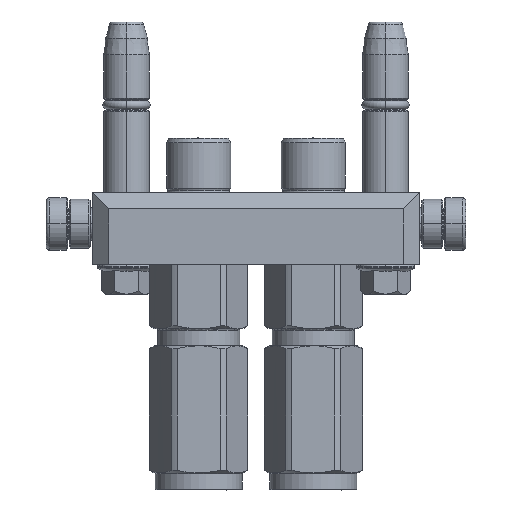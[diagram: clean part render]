
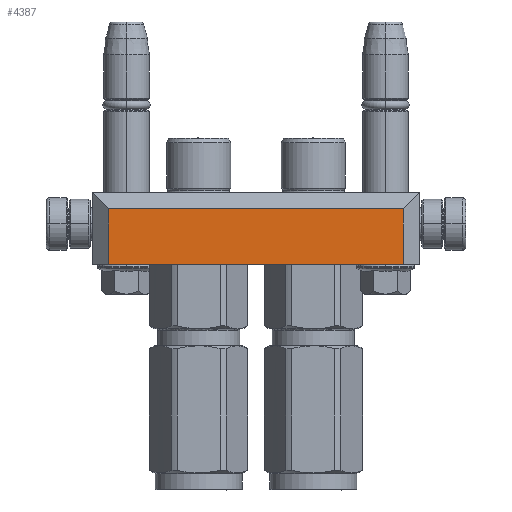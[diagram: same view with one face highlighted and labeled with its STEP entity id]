
A CAD part, left-side view. The second image highlights one B-rep face of the part: STEP entity #4387.
In plain terms, the highlighted face is planar.
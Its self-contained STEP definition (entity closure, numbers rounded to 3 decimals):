
#1454 = CARTESIAN_POINT ( 'NONE',  ( 45., -44.5, 5. ) ) ;
#1866 = ORIENTED_EDGE ( 'NONE', *, *, #16104, .F. ) ;
#2005 = PLANE ( 'NONE',  #10065 ) ;
#4387 = ADVANCED_FACE ( 'NONE', ( #12851 ), #2005, .T. ) ;
#4775 = VECTOR ( 'NONE', #26873, 1000. ) ;
#4888 = ORIENTED_EDGE ( 'NONE', *, *, #28980, .T. ) ;
#5017 = VECTOR ( 'NONE', #17881, 1000. ) ;
#7517 = CARTESIAN_POINT ( 'NONE',  ( 45., -44.5, 5. ) ) ;
#8274 = VERTEX_POINT ( 'NONE', #29652 ) ;
#9191 = VECTOR ( 'NONE', #22176, 1000. ) ;
#10065 = AXIS2_PLACEMENT_3D ( 'NONE', #24440, #19518, #24075 ) ;
#10111 = LINE ( 'NONE', #30365, #5017 ) ;
#10900 = CARTESIAN_POINT ( 'NONE',  ( -45., -44.5, 22. ) ) ;
#12318 = CARTESIAN_POINT ( 'NONE',  ( 45., -44.5, 22. ) ) ;
#12490 = VERTEX_POINT ( 'NONE', #10900 ) ;
#12851 = FACE_OUTER_BOUND ( 'NONE', #14947, .T. ) ;
#13059 = CARTESIAN_POINT ( 'NONE',  ( 45., -44.5, 22. ) ) ;
#14947 = EDGE_LOOP ( 'NONE', ( #21446, #1866, #4888, #16268 ) ) ;
#15483 = VERTEX_POINT ( 'NONE', #12318 ) ;
#16104 = EDGE_CURVE ( 'NONE', #12490, #15483, #10111, .T. ) ;
#16268 = ORIENTED_EDGE ( 'NONE', *, *, #17957, .F. ) ;
#17881 = DIRECTION ( 'NONE',  ( 1., 0., 0. ) ) ;
#17957 = EDGE_CURVE ( 'NONE', #30162, #8274, #30213, .T. ) ;
#19518 = DIRECTION ( 'NONE',  ( 0., -1., 0. ) ) ;
#20859 = EDGE_CURVE ( 'NONE', #15483, #30162, #25081, .T. ) ;
#21446 = ORIENTED_EDGE ( 'NONE', *, *, #20859, .F. ) ;
#21500 = CARTESIAN_POINT ( 'NONE',  ( -45., -44.5, 22. ) ) ;
#22176 = DIRECTION ( 'NONE',  ( -1., 0., 0. ) ) ;
#24075 = DIRECTION ( 'NONE',  ( 1., 0., 0. ) ) ;
#24301 = VECTOR ( 'NONE', #28730, 1000. ) ;
#24440 = CARTESIAN_POINT ( 'NONE',  ( -50., -44.5, 0. ) ) ;
#25081 = LINE ( 'NONE', #13059, #24301 ) ;
#26873 = DIRECTION ( 'NONE',  ( 0., 0., -1. ) ) ;
#27006 = LINE ( 'NONE', #21500, #4775 ) ;
#28730 = DIRECTION ( 'NONE',  ( 0., 0., -1. ) ) ;
#28980 = EDGE_CURVE ( 'NONE', #12490, #8274, #27006, .T. ) ;
#29652 = CARTESIAN_POINT ( 'NONE',  ( -45., -44.5, 5. ) ) ;
#30162 = VERTEX_POINT ( 'NONE', #1454 ) ;
#30213 = LINE ( 'NONE', #7517, #9191 ) ;
#30365 = CARTESIAN_POINT ( 'NONE',  ( -45., -44.5, 22. ) ) ;
